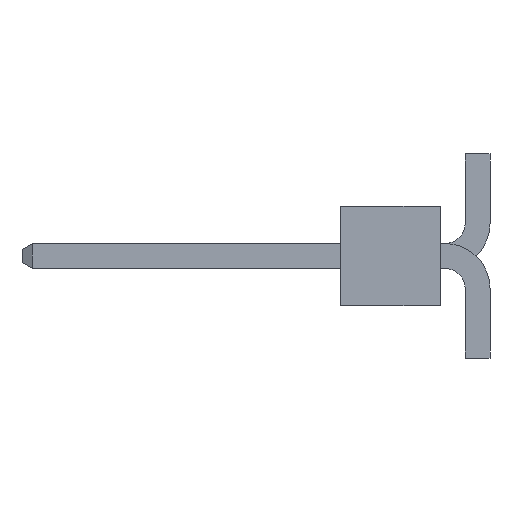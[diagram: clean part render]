
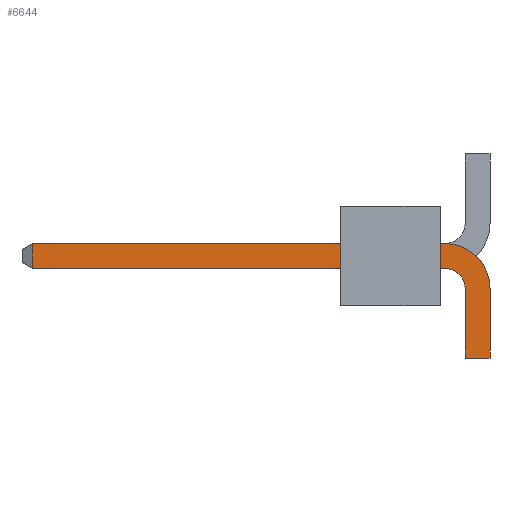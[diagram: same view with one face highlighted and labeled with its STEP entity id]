
A CAD part, left-side view. The second image highlights one B-rep face of the part: STEP entity #6644.
In plain terms, the highlighted planar face has unit normal (-1, 0, 0).
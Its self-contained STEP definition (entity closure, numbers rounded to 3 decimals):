
#53 = LINE ( 'NONE', #395, #1197 ) ;
#115 = EDGE_CURVE ( 'NONE', #5098, #3383, #4353, .T. ) ;
#121 = VECTOR ( 'NONE', #4108, 1000. ) ;
#128 = CARTESIAN_POINT ( 'NONE',  ( -9.207, 0.635, -2.603 ) ) ;
#203 = EDGE_CURVE ( 'NONE', #2003, #4923, #995, .T. ) ;
#235 = CARTESIAN_POINT ( 'NONE',  ( -9.207, 2.667, 0.368 ) ) ;
#237 = ORIENTED_EDGE ( 'NONE', *, *, #7002, .F. ) ;
#319 = CARTESIAN_POINT ( 'NONE',  ( -9.207, 0.635, -2.603 ) ) ;
#321 = ORIENTED_EDGE ( 'NONE', *, *, #1920, .F. ) ;
#395 = CARTESIAN_POINT ( 'NONE',  ( -9.207, 2.667, -0.368 ) ) ;
#518 = AXIS2_PLACEMENT_3D ( 'NONE', #6015, #3092, #792 ) ;
#552 = EDGE_LOOP ( 'NONE', ( #6548, #7123, #7206, #3585, #1315, #1729, #937, #1802, #6064, #6095, #2733, #2258, #7349, #5264, #321, #237 ) ) ;
#662 = VECTOR ( 'NONE', #829, 1000. ) ;
#670 = CARTESIAN_POINT ( 'NONE',  ( -9.207, 11.678, 0.318 ) ) ;
#792 = DIRECTION ( 'NONE',  ( 0., 0., -1. ) ) ;
#803 = CARTESIAN_POINT ( 'NONE',  ( -9.207, 11.938, 0.318 ) ) ;
#829 = DIRECTION ( 'NONE',  ( 0., 0., -1. ) ) ;
#876 = CARTESIAN_POINT ( 'NONE',  ( -9.207, 11.938, 0.318 ) ) ;
#914 = DIRECTION ( 'NONE',  ( -1., 0., 0. ) ) ;
#934 = DIRECTION ( 'NONE',  ( 0., 0., 1. ) ) ;
#937 = ORIENTED_EDGE ( 'NONE', *, *, #1008, .F. ) ;
#966 = CARTESIAN_POINT ( 'NONE',  ( -9.207, 1.143, -0.825 ) ) ;
#995 = LINE ( 'NONE', #3110, #662 ) ;
#1008 = EDGE_CURVE ( 'NONE', #7286, #1853, #5950, .T. ) ;
#1009 = DIRECTION ( 'NONE',  ( 0., 0., -1. ) ) ;
#1155 = EDGE_CURVE ( 'NONE', #2585, #5400, #7140, .T. ) ;
#1188 = CARTESIAN_POINT ( 'NONE',  ( -9.207, 2.667, -0.318 ) ) ;
#1197 = VECTOR ( 'NONE', #934, 1000. ) ;
#1220 = VECTOR ( 'NONE', #3164, 1000. ) ;
#1259 = DIRECTION ( 'NONE',  ( 0., 0., 1. ) ) ;
#1314 = CARTESIAN_POINT ( 'NONE',  ( -9.207, 2.54, 0.368 ) ) ;
#1315 = ORIENTED_EDGE ( 'NONE', *, *, #115, .F. ) ;
#1358 = EDGE_CURVE ( 'NONE', #6813, #4488, #1762, .T. ) ;
#1390 = VECTOR ( 'NONE', #3009, 1000. ) ;
#1398 = EDGE_CURVE ( 'NONE', #1853, #5098, #2381, .T. ) ;
#1514 = EDGE_CURVE ( 'NONE', #5130, #3275, #3697, .T. ) ;
#1529 = DIRECTION ( 'NONE',  ( 1., 0., 0. ) ) ;
#1729 = ORIENTED_EDGE ( 'NONE', *, *, #1398, .F. ) ;
#1762 = LINE ( 'NONE', #128, #2541 ) ;
#1802 = ORIENTED_EDGE ( 'NONE', *, *, #6239, .T. ) ;
#1853 = VERTEX_POINT ( 'NONE', #2369 ) ;
#1920 = EDGE_CURVE ( 'NONE', #3510, #4796, #2514, .T. ) ;
#2003 = VERTEX_POINT ( 'NONE', #5614 ) ;
#2024 = CARTESIAN_POINT ( 'NONE',  ( -9.207, 2.54, 0.318 ) ) ;
#2047 = CARTESIAN_POINT ( 'NONE',  ( -9.207, 1.143, -0.318 ) ) ;
#2056 = CARTESIAN_POINT ( 'NONE',  ( -9.207, 1.143, 0.318 ) ) ;
#2258 = ORIENTED_EDGE ( 'NONE', *, *, #3625, .T. ) ;
#2267 = EDGE_CURVE ( 'NONE', #5130, #5400, #2430, .T. ) ;
#2369 = CARTESIAN_POINT ( 'NONE',  ( -9.207, 2.54, -0.318 ) ) ;
#2381 = LINE ( 'NONE', #5881, #1390 ) ;
#2430 = LINE ( 'NONE', #2902, #6845 ) ;
#2479 = PLANE ( 'NONE',  #518 ) ;
#2514 = LINE ( 'NONE', #5811, #121 ) ;
#2541 = VECTOR ( 'NONE', #1259, 1000. ) ;
#2585 = VERTEX_POINT ( 'NONE', #1188 ) ;
#2721 = CARTESIAN_POINT ( 'NONE',  ( -9.207, 2.54, 0.368 ) ) ;
#2733 = ORIENTED_EDGE ( 'NONE', *, *, #203, .F. ) ;
#2750 = LINE ( 'NONE', #876, #1220 ) ;
#2825 = VECTOR ( 'NONE', #3610, 1000. ) ;
#2862 = AXIS2_PLACEMENT_3D ( 'NONE', #966, #914, #4329 ) ;
#2870 = CARTESIAN_POINT ( 'NONE',  ( -9.207, 2.667, -0.368 ) ) ;
#2902 = CARTESIAN_POINT ( 'NONE',  ( -9.207, 11.678, 0. ) ) ;
#2967 = VECTOR ( 'NONE', #4380, 1000. ) ;
#3009 = DIRECTION ( 'NONE',  ( 0., 0., -1. ) ) ;
#3092 = DIRECTION ( 'NONE',  ( 1., 0., 0. ) ) ;
#3110 = CARTESIAN_POINT ( 'NONE',  ( -9.207, 0., 2.603 ) ) ;
#3164 = DIRECTION ( 'NONE',  ( 0., -1., 0. ) ) ;
#3167 = CARTESIAN_POINT ( 'NONE',  ( -9.207, 1.143, -0.318 ) ) ;
#3204 = VECTOR ( 'NONE', #7094, 1000. ) ;
#3275 = VERTEX_POINT ( 'NONE', #4127 ) ;
#3356 = VECTOR ( 'NONE', #7133, 1000. ) ;
#3383 = VERTEX_POINT ( 'NONE', #5754 ) ;
#3435 = CARTESIAN_POINT ( 'NONE',  ( -9.207, 1.143, -0.318 ) ) ;
#3510 = VERTEX_POINT ( 'NONE', #235 ) ;
#3585 = ORIENTED_EDGE ( 'NONE', *, *, #6863, .F. ) ;
#3610 = DIRECTION ( 'NONE',  ( 0., 1., 0. ) ) ;
#3625 = EDGE_CURVE ( 'NONE', #2003, #4228, #5416, .T. ) ;
#3648 = CARTESIAN_POINT ( 'NONE',  ( -9.207, 2.54, -0.368 ) ) ;
#3697 = LINE ( 'NONE', #803, #3356 ) ;
#3801 = CARTESIAN_POINT ( 'NONE',  ( -9.207, 0., -2.603 ) ) ;
#3881 = AXIS2_PLACEMENT_3D ( 'NONE', #4482, #1529, #1009 ) ;
#4095 = CARTESIAN_POINT ( 'NONE',  ( -9.207, 2.54, -0.368 ) ) ;
#4108 = DIRECTION ( 'NONE',  ( 0., -1., 0. ) ) ;
#4127 = CARTESIAN_POINT ( 'NONE',  ( -9.207, 2.667, 0.318 ) ) ;
#4228 = VERTEX_POINT ( 'NONE', #2056 ) ;
#4329 = DIRECTION ( 'NONE',  ( 0., 0., -1. ) ) ;
#4353 = LINE ( 'NONE', #3648, #2825 ) ;
#4380 = DIRECTION ( 'NONE',  ( 0., 1., 0. ) ) ;
#4482 = CARTESIAN_POINT ( 'NONE',  ( -9.207, 1.143, -0.825 ) ) ;
#4488 = VERTEX_POINT ( 'NONE', #6985 ) ;
#4536 = CARTESIAN_POINT ( 'NONE',  ( -9.207, 0., -2.603 ) ) ;
#4605 = EDGE_CURVE ( 'NONE', #4796, #5140, #6599, .T. ) ;
#4657 = DIRECTION ( 'NONE',  ( 0., 0., -1. ) ) ;
#4742 = EDGE_CURVE ( 'NONE', #5140, #4228, #2750, .T. ) ;
#4796 = VERTEX_POINT ( 'NONE', #2721 ) ;
#4923 = VERTEX_POINT ( 'NONE', #4536 ) ;
#4946 = DIRECTION ( 'NONE',  ( 0., 1., 0. ) ) ;
#5098 = VERTEX_POINT ( 'NONE', #4095 ) ;
#5130 = VERTEX_POINT ( 'NONE', #670 ) ;
#5140 = VERTEX_POINT ( 'NONE', #2024 ) ;
#5264 = ORIENTED_EDGE ( 'NONE', *, *, #4605, .F. ) ;
#5336 = LINE ( 'NONE', #2870, #5427 ) ;
#5381 = CIRCLE ( 'NONE', #3881, 0.508 ) ;
#5398 = VECTOR ( 'NONE', #4946, 1000. ) ;
#5400 = VERTEX_POINT ( 'NONE', #6227 ) ;
#5416 = CIRCLE ( 'NONE', #2862, 1.143 ) ;
#5427 = VECTOR ( 'NONE', #5736, 1000. ) ;
#5614 = CARTESIAN_POINT ( 'NONE',  ( -9.207, 0., -0.825 ) ) ;
#5632 = VECTOR ( 'NONE', #5758, 1000. ) ;
#5736 = DIRECTION ( 'NONE',  ( 0., 0., 1. ) ) ;
#5754 = CARTESIAN_POINT ( 'NONE',  ( -9.207, 2.667, -0.368 ) ) ;
#5758 = DIRECTION ( 'NONE',  ( 0., 1., 0. ) ) ;
#5800 = EDGE_CURVE ( 'NONE', #4923, #6813, #7164, .T. ) ;
#5811 = CARTESIAN_POINT ( 'NONE',  ( -9.207, 2.667, 0.368 ) ) ;
#5881 = CARTESIAN_POINT ( 'NONE',  ( -9.207, 2.54, 0.368 ) ) ;
#5950 = LINE ( 'NONE', #2047, #5398 ) ;
#6015 = CARTESIAN_POINT ( 'NONE',  ( -9.207, 0., 0. ) ) ;
#6064 = ORIENTED_EDGE ( 'NONE', *, *, #1358, .F. ) ;
#6095 = ORIENTED_EDGE ( 'NONE', *, *, #5800, .F. ) ;
#6227 = CARTESIAN_POINT ( 'NONE',  ( -9.207, 11.678, -0.318 ) ) ;
#6239 = EDGE_CURVE ( 'NONE', #7286, #4488, #5381, .T. ) ;
#6548 = ORIENTED_EDGE ( 'NONE', *, *, #1514, .F. ) ;
#6599 = LINE ( 'NONE', #1314, #3204 ) ;
#6644 = ADVANCED_FACE ( 'NONE', ( #7150 ), #2479, .F. ) ;
#6813 = VERTEX_POINT ( 'NONE', #319 ) ;
#6845 = VECTOR ( 'NONE', #4657, 1000. ) ;
#6863 = EDGE_CURVE ( 'NONE', #3383, #2585, #53, .T. ) ;
#6985 = CARTESIAN_POINT ( 'NONE',  ( -9.207, 0.635, -0.825 ) ) ;
#7002 = EDGE_CURVE ( 'NONE', #3275, #3510, #5336, .T. ) ;
#7094 = DIRECTION ( 'NONE',  ( 0., 0., -1. ) ) ;
#7123 = ORIENTED_EDGE ( 'NONE', *, *, #2267, .T. ) ;
#7133 = DIRECTION ( 'NONE',  ( 0., -1., 0. ) ) ;
#7140 = LINE ( 'NONE', #3435, #5632 ) ;
#7150 = FACE_OUTER_BOUND ( 'NONE', #552, .T. ) ;
#7164 = LINE ( 'NONE', #3801, #2967 ) ;
#7206 = ORIENTED_EDGE ( 'NONE', *, *, #1155, .F. ) ;
#7286 = VERTEX_POINT ( 'NONE', #3167 ) ;
#7349 = ORIENTED_EDGE ( 'NONE', *, *, #4742, .F. ) ;
